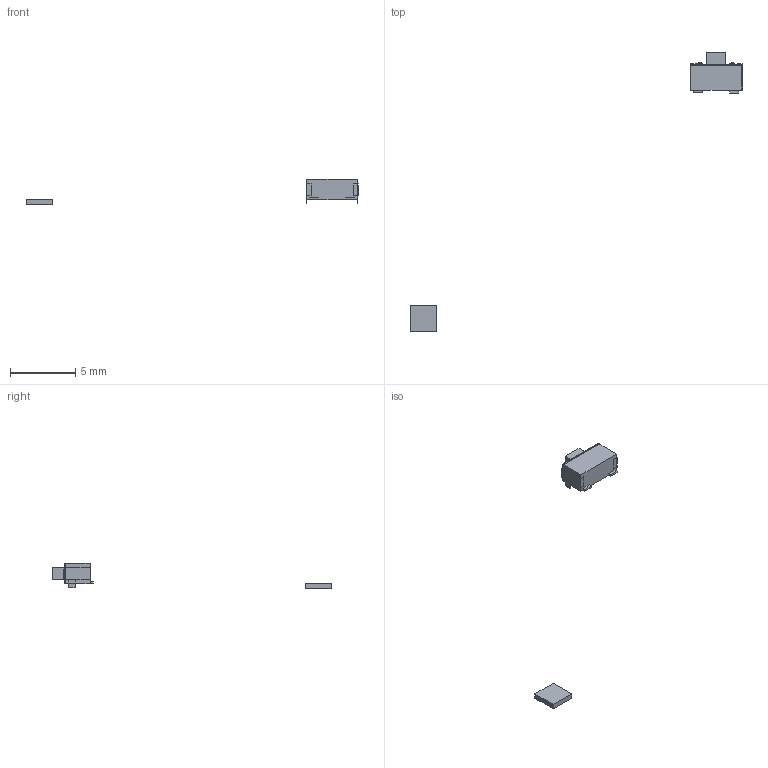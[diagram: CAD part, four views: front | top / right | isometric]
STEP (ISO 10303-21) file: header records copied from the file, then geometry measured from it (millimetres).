
FILE_DESCRIPTION(('Open CASCADE Model'),'2;1');
FILE_NAME('Open CASCADE Shape Model','2016-05-21T20:29:20',('Author'),( 'Open CASCADE'),'Open CASCADE STEP processor 6.8','Open CASCADE 6.8' ,'Unknown');
FILE_SCHEMA(('AUTOMOTIVE_DESIGN { 1 0 10303 214 1 1 1 1 }'));
Length unit declared in the file: millimetre
Products named in the file (23): PCB; Board; Free-Models; 833305192; Extruded; 833304376; 833301792; 833296624; 833298800; 793064128; Cylinder; 833303968; 833305056; 833299208; 793064384; Sphere
Assembly tree (26 placements, depth 4):
  PCB
    Board
    Free-Models
      833305192  x2
        Extruded
      833304376  x2
        Extruded
      833301792
        Extruded
      833296624
        Extruded
      833298800
        Extruded
      793064128  x2
        Cylinder
      833303968
        Extruded
      833305056
        Extruded
      833299208
        Extruded
      793064384  x2
        Sphere
Bounding box: 25.48 x 21.45 x 1.99 mm (x, y, z)
Volume: 18.8 mm3; surface area: 91.4 mm2
Topology: 15 solids, 15 shells, 76 faces, 150 edges, 100 vertices
Faces by surface type: plane 72, cylinder 2, sphere 2
Full cylindrical faces by diameter (mm): 0.4 x2
Entity records: 3611 total; most frequent: CARTESIAN_POINT 577, DIRECTION 523, LINE 345, VECTOR 345, ORIENTED_EDGE 234, PCURVE 234, DEFINITIONAL_REPRESENTATION 234, EDGE_CURVE 117
